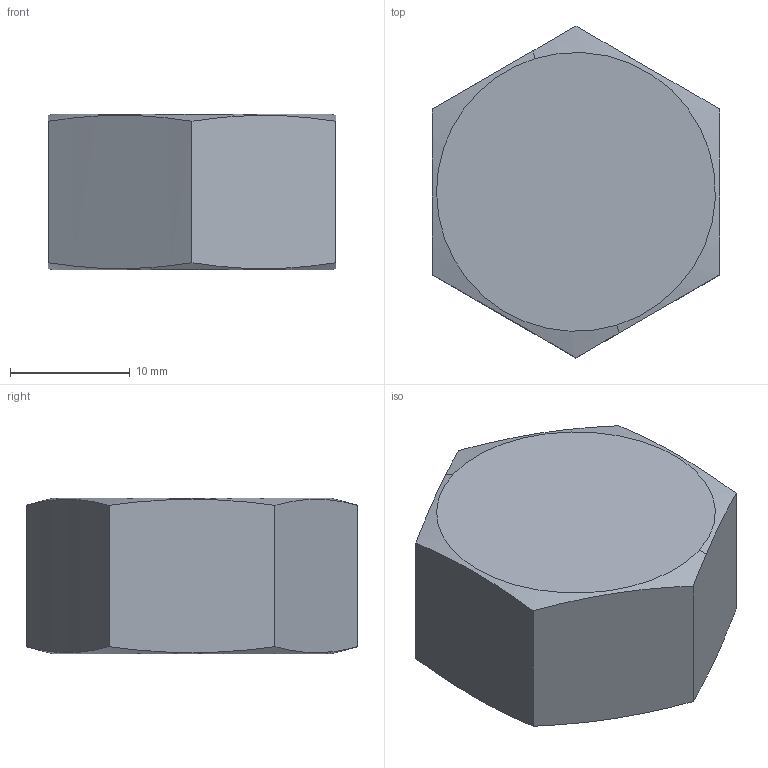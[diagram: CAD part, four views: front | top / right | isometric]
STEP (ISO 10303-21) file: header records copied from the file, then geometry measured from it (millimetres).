
FILE_DESCRIPTION(/* description */ ('VariCAD 2016-1.06 AP-214'),/* implementation_level */ '2;1');
FILE_NAME(/* name */ 'vk_12_ms.stp',/* time_stamp */ '2016-06-16T12:11:40+02:00',/* author */ (''),/* organization */ (''),/* preprocessor_version */ 'ST-DEVELOPER v14',/* originating_system */ 'VariCAD 2016-1.06; kernel version (20130303)',/* authorisation */ '');
FILE_SCHEMA (('AUTOMOTIVE_DESIGN'));
Length unit declared in the file: millimetre
Products named in the file (2): vk_12_ms; VK 12 MS
Assembly tree (1 placements, depth 2):
  vk_12_ms
    VK 12 MS
Bounding box: 24 x 27.71 x 13 mm (x, y, z)
Volume: 3553.6 mm3; surface area: 2586.9 mm2
Topology: 1 solids, 1 shells, 17 faces, 42 edges, 28 vertices
Faces by surface type: plane 9, cone 6, cylinder 2
Entity records: 614 total; most frequent: CARTESIAN_POINT 175, ORIENTED_EDGE 84, DIRECTION 80, EDGE_CURVE 42, AXIS2_PLACEMENT_3D 33, VERTEX_POINT 28, EDGE_LOOP 18, FACE_OUTER_BOUND 17
